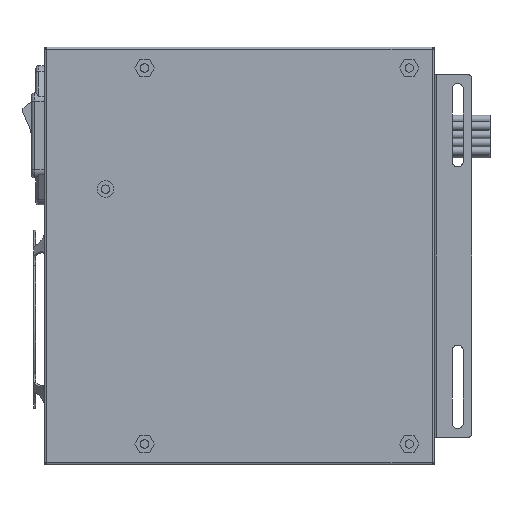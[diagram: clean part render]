
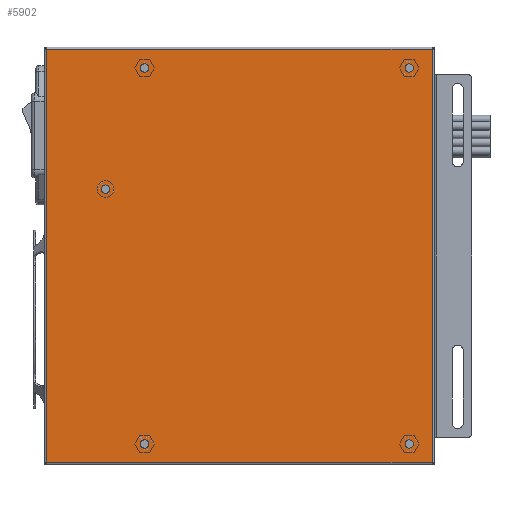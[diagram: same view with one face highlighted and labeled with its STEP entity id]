
A CAD part, front view. The second image highlights one B-rep face of the part: STEP entity #5902.
In plain terms, the highlighted planar face has unit normal (0, -1, 0).
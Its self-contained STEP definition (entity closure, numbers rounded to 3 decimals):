
#604=DIRECTION('',(0.,0.,1.));
#605=VECTOR('',#604,148.4);
#606=CARTESIAN_POINT('',(-69.2,0.,-74.2));
#607=LINE('',#606,#605);
#752=DIRECTION('',(-1.,0.,0.));
#753=VECTOR('',#752,138.4);
#754=CARTESIAN_POINT('',(69.2,0.,-74.2));
#755=LINE('',#754,#753);
#773=CARTESIAN_POINT('',(-34.,0.,-67.5));
#774=DIRECTION('',(0.,1.,0.));
#775=DIRECTION('',(-1.,0.,0.));
#776=AXIS2_PLACEMENT_3D('',#773,#774,#775);
#778=CARTESIAN_POINT('',(-34.,0.,-67.5));
#779=DIRECTION('',(0.,1.,0.));
#780=DIRECTION('',(1.,0.,0.));
#781=AXIS2_PLACEMENT_3D('',#778,#779,#780);
#783=CARTESIAN_POINT('',(-34.,0.,67.5));
#784=DIRECTION('',(0.,1.,0.));
#785=DIRECTION('',(-1.,0.,0.));
#786=AXIS2_PLACEMENT_3D('',#783,#784,#785);
#788=CARTESIAN_POINT('',(-34.,0.,67.5));
#789=DIRECTION('',(0.,1.,0.));
#790=DIRECTION('',(1.,0.,0.));
#791=AXIS2_PLACEMENT_3D('',#788,#789,#790);
#793=CARTESIAN_POINT('',(61.,0.,67.5));
#794=DIRECTION('',(0.,1.,0.));
#795=DIRECTION('',(-1.,0.,0.));
#796=AXIS2_PLACEMENT_3D('',#793,#794,#795);
#798=CARTESIAN_POINT('',(61.,0.,67.5));
#799=DIRECTION('',(0.,1.,0.));
#800=DIRECTION('',(1.,0.,0.));
#801=AXIS2_PLACEMENT_3D('',#798,#799,#800);
#803=CARTESIAN_POINT('',(61.,0.,-67.5));
#804=DIRECTION('',(0.,1.,0.));
#805=DIRECTION('',(-1.,0.,0.));
#806=AXIS2_PLACEMENT_3D('',#803,#804,#805);
#808=CARTESIAN_POINT('',(61.,0.,-67.5));
#809=DIRECTION('',(0.,1.,0.));
#810=DIRECTION('',(1.,0.,0.));
#811=AXIS2_PLACEMENT_3D('',#808,#809,#810);
#813=CARTESIAN_POINT('',(-48.,0.,24.));
#814=DIRECTION('',(0.,1.,0.));
#815=DIRECTION('',(-1.,0.,0.));
#816=AXIS2_PLACEMENT_3D('',#813,#814,#815);
#818=CARTESIAN_POINT('',(-48.,0.,24.));
#819=DIRECTION('',(0.,1.,0.));
#820=DIRECTION('',(1.,0.,0.));
#821=AXIS2_PLACEMENT_3D('',#818,#819,#820);
#832=DIRECTION('',(1.,0.,0.));
#833=VECTOR('',#832,138.4);
#834=CARTESIAN_POINT('',(-69.2,0.,74.2));
#835=LINE('',#834,#833);
#2823=DIRECTION('',(0.,0.,-1.));
#2824=VECTOR('',#2823,148.4);
#2825=CARTESIAN_POINT('',(69.2,0.,74.2));
#2826=LINE('',#2825,#2824);
#4064=CARTESIAN_POINT('',(-69.2,0.,74.2));
#4065=VERTEX_POINT('',#4064);
#4066=CARTESIAN_POINT('',(-69.2,0.,-74.2));
#4067=VERTEX_POINT('',#4066);
#4076=CARTESIAN_POINT('',(69.2,0.,-74.2));
#4077=VERTEX_POINT('',#4076);
#4078=CARTESIAN_POINT('',(69.2,0.,74.2));
#4079=VERTEX_POINT('',#4078);
#4712=CARTESIAN_POINT('',(-35.5,0.,-67.5));
#4713=CARTESIAN_POINT('',(-32.5,0.,-67.5));
#4714=VERTEX_POINT('',#4712);
#4715=VERTEX_POINT('',#4713);
#4716=CARTESIAN_POINT('',(-35.5,0.,67.5));
#4717=CARTESIAN_POINT('',(-32.5,0.,67.5));
#4718=VERTEX_POINT('',#4716);
#4719=VERTEX_POINT('',#4717);
#4720=CARTESIAN_POINT('',(59.5,0.,67.5));
#4721=CARTESIAN_POINT('',(62.5,0.,67.5));
#4722=VERTEX_POINT('',#4720);
#4723=VERTEX_POINT('',#4721);
#4724=CARTESIAN_POINT('',(59.5,0.,-67.5));
#4725=CARTESIAN_POINT('',(62.5,0.,-67.5));
#4726=VERTEX_POINT('',#4724);
#4727=VERTEX_POINT('',#4725);
#5136=CARTESIAN_POINT('',(-49.5,0.,24.));
#5137=CARTESIAN_POINT('',(-46.5,0.,24.));
#5138=VERTEX_POINT('',#5136);
#5139=VERTEX_POINT('',#5137);
#5859=CARTESIAN_POINT('',(0.,0.,0.));
#5860=DIRECTION('',(0.,1.,0.));
#5861=DIRECTION('',(1.,0.,0.));
#5862=AXIS2_PLACEMENT_3D('',#5859,#5860,#5861);
#5863=PLANE('',#5862);
#5864=ORIENTED_EDGE('',*,*,#5616,.T.);
#5866=ORIENTED_EDGE('',*,*,#5865,.T.);
#5868=ORIENTED_EDGE('',*,*,#5867,.T.);
#5869=ORIENTED_EDGE('',*,*,#5816,.T.);
#5870=EDGE_LOOP('',(#5864,#5866,#5868,#5869));
#5871=FACE_OUTER_BOUND('',#5870,.F.);
#5873=ORIENTED_EDGE('',*,*,#5872,.F.);
#5875=ORIENTED_EDGE('',*,*,#5874,.F.);
#5876=EDGE_LOOP('',(#5873,#5875));
#5877=FACE_BOUND('',#5876,.F.);
#5879=ORIENTED_EDGE('',*,*,#5878,.F.);
#5881=ORIENTED_EDGE('',*,*,#5880,.F.);
#5882=EDGE_LOOP('',(#5879,#5881));
#5883=FACE_BOUND('',#5882,.F.);
#5885=ORIENTED_EDGE('',*,*,#5884,.F.);
#5887=ORIENTED_EDGE('',*,*,#5886,.F.);
#5888=EDGE_LOOP('',(#5885,#5887));
#5889=FACE_BOUND('',#5888,.F.);
#5891=ORIENTED_EDGE('',*,*,#5890,.F.);
#5893=ORIENTED_EDGE('',*,*,#5892,.F.);
#5894=EDGE_LOOP('',(#5891,#5893));
#5895=FACE_BOUND('',#5894,.F.);
#5897=ORIENTED_EDGE('',*,*,#5896,.F.);
#5899=ORIENTED_EDGE('',*,*,#5898,.F.);
#5900=EDGE_LOOP('',(#5897,#5899));
#5901=FACE_BOUND('',#5900,.F.);
#777=CIRCLE('',#776,1.5);
#782=CIRCLE('',#781,1.5);
#787=CIRCLE('',#786,1.5);
#792=CIRCLE('',#791,1.5);
#797=CIRCLE('',#796,1.5);
#802=CIRCLE('',#801,1.5);
#807=CIRCLE('',#806,1.5);
#812=CIRCLE('',#811,1.5);
#817=CIRCLE('',#816,1.5);
#822=CIRCLE('',#821,1.5);
#5616=EDGE_CURVE('',#4067,#4065,#607,.T.);
#5816=EDGE_CURVE('',#4077,#4067,#755,.T.);
#5865=EDGE_CURVE('',#4065,#4079,#835,.T.);
#5867=EDGE_CURVE('',#4079,#4077,#2826,.T.);
#5872=EDGE_CURVE('',#4714,#4715,#777,.T.);
#5874=EDGE_CURVE('',#4715,#4714,#782,.T.);
#5878=EDGE_CURVE('',#4718,#4719,#787,.T.);
#5880=EDGE_CURVE('',#4719,#4718,#792,.T.);
#5884=EDGE_CURVE('',#4722,#4723,#797,.T.);
#5886=EDGE_CURVE('',#4723,#4722,#802,.T.);
#5890=EDGE_CURVE('',#4726,#4727,#807,.T.);
#5892=EDGE_CURVE('',#4727,#4726,#812,.T.);
#5896=EDGE_CURVE('',#5138,#5139,#817,.T.);
#5898=EDGE_CURVE('',#5139,#5138,#822,.T.);
#5902=ADVANCED_FACE('',(#5871,#5877,#5883,#5889,#5895,#5901),#5863,.F.);
